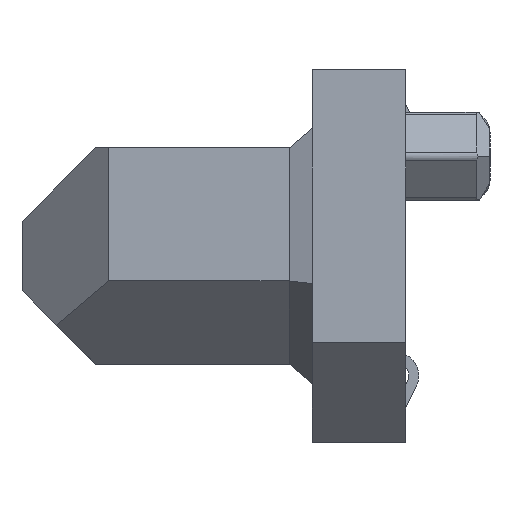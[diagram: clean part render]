
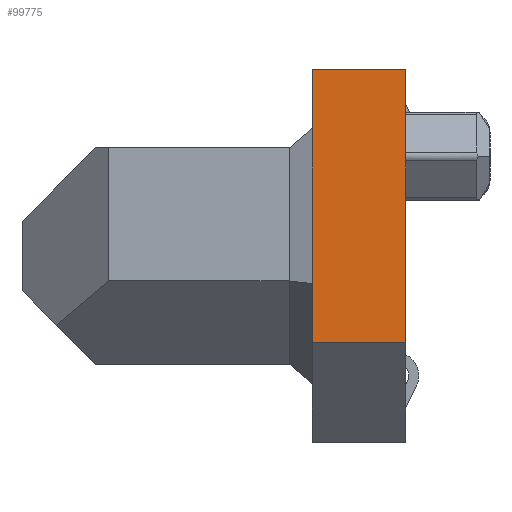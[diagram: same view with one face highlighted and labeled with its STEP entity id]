
A CAD part, left-side view. The second image highlights one B-rep face of the part: STEP entity #99775.
In plain terms, the highlighted planar face has unit normal (-1, 0, 0).
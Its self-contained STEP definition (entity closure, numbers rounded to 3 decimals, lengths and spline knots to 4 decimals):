
#7295 = LINE ( 'NONE', #104467, #71536 ) ;
#8294 = LINE ( 'NONE', #54538, #14057 ) ;
#8397 = ORIENTED_EDGE ( 'NONE', *, *, #44264, .F. ) ;
#14057 = VECTOR ( 'NONE', #56895, 1000. ) ;
#15915 = DIRECTION ( 'NONE',  ( 1., 0., 0. ) ) ;
#16696 = PLANE ( 'NONE',  #99559 ) ;
#17894 = LINE ( 'NONE', #66471, #120735 ) ;
#25794 = ORIENTED_EDGE ( 'NONE', *, *, #68232, .F. ) ;
#32098 = VERTEX_POINT ( 'NONE', #50429 ) ;
#43951 = DIRECTION ( 'NONE',  ( 0., -1., 0. ) ) ;
#44264 = EDGE_CURVE ( 'NONE', #150297, #87153, #17894, .T. ) ;
#50429 = CARTESIAN_POINT ( 'NONE',  ( -23., 4.4, -1.3 ) ) ;
#54538 = CARTESIAN_POINT ( 'NONE',  ( -23., 4.4, 2.8 ) ) ;
#56895 = DIRECTION ( 'NONE',  ( 0., -1., 0. ) ) ;
#56928 = CARTESIAN_POINT ( 'NONE',  ( -23., 4.4, -1.3 ) ) ;
#65272 = FACE_OUTER_BOUND ( 'NONE', #111669, .T. ) ;
#66471 = CARTESIAN_POINT ( 'NONE',  ( -23., 3., 2.8 ) ) ;
#68232 = EDGE_CURVE ( 'NONE', #32098, #137887, #92005, .T. ) ;
#71536 = VECTOR ( 'NONE', #43951, 1000. ) ;
#81413 = ORIENTED_EDGE ( 'NONE', *, *, #143514, .T. ) ;
#85317 = CARTESIAN_POINT ( 'NONE',  ( -23., 3., -1.3 ) ) ;
#87153 = VERTEX_POINT ( 'NONE', #85317 ) ;
#87186 = VECTOR ( 'NONE', #130971, 1000. ) ;
#87760 = ORIENTED_EDGE ( 'NONE', *, *, #117284, .F. ) ;
#92005 = LINE ( 'NONE', #56928, #87186 ) ;
#98767 = DIRECTION ( 'NONE',  ( 0., 1., 0. ) ) ;
#99559 = AXIS2_PLACEMENT_3D ( 'NONE', #138570, #15915, #98767 ) ;
#99775 = ADVANCED_FACE ( 'NONE', ( #65272 ), #16696, .F. ) ;
#104467 = CARTESIAN_POINT ( 'NONE',  ( -23., 4.4, -1.3 ) ) ;
#111669 = EDGE_LOOP ( 'NONE', ( #8397, #87760, #25794, #81413 ) ) ;
#117284 = EDGE_CURVE ( 'NONE', #137887, #150297, #8294, .T. ) ;
#118183 = DIRECTION ( 'NONE',  ( 0., 0., -1. ) ) ;
#120735 = VECTOR ( 'NONE', #118183, 1000. ) ;
#130971 = DIRECTION ( 'NONE',  ( 0., 0., 1. ) ) ;
#137887 = VERTEX_POINT ( 'NONE', #147050 ) ;
#138435 = CARTESIAN_POINT ( 'NONE',  ( -23., 3., 2.8 ) ) ;
#138570 = CARTESIAN_POINT ( 'NONE',  ( -23., 0., 0. ) ) ;
#143514 = EDGE_CURVE ( 'NONE', #32098, #87153, #7295, .T. ) ;
#147050 = CARTESIAN_POINT ( 'NONE',  ( -23., 4.4, 2.8 ) ) ;
#150297 = VERTEX_POINT ( 'NONE', #138435 ) ;
